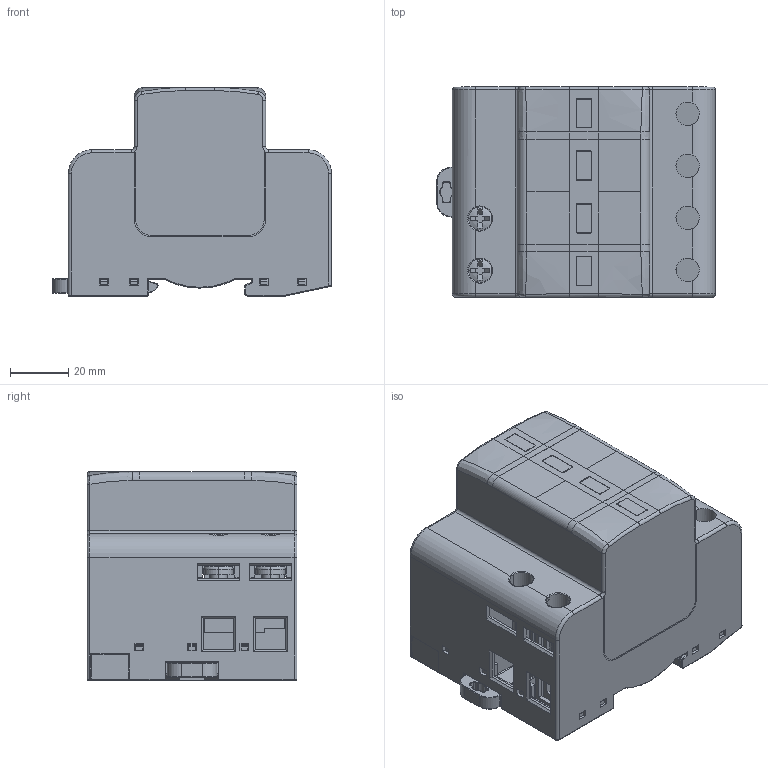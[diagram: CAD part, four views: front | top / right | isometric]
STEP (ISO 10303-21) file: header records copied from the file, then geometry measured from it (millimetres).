
FILE_DESCRIPTION((''),'2;1');
FILE_NAME('560027_PROBLOC_B_50_4P0_275__ASM','2018-08-28T09:06:47',('teo.ivanusa'),('Audax d.o.o.'),'CREO PARAMETRIC BY PTC INC, 2017260','CREO PARAMETRIC BY PTC INC, 2017260','');
FILE_SCHEMA(('AP242_MANAGED_MODEL_BASED_3D_ENGINEERING_MIM_LF { 1 0 10303 442 1 1 4 }'));
Products named in the file (12): LECKA_BUHTEL_; RC_ZENSKA_WM_; RC_WM_SESTAV__ASM; 560000003_PRBLB_PODN_4TE_4P0_; 560000011_PRBLB_POKR_4TE_RC_; 560000010_PRBLB_POKR_4TE_; 521000502_VIJAK_M6X12_; ZASKOCKA_PLASTICNA_V11_; VZMET_VSKOCKE_; MIKRO-STIKALO_TACKA_SESTAV___ASM; SES_TIV_4TE_VER__ASM; 560027_PROBLOC_B_50_4P0_275__ASM
Assembly tree (15 placements, depth 3):
  560027_PROBLOC_B_50_4P0_275__ASM
    LECKA_BUHTEL_  x4
    RC_WM_SESTAV__ASM
      RC_ZENSKA_WM_
    560000003_PRBLB_PODN_4TE_4P0_
    560000011_PRBLB_POKR_4TE_RC_
    560000010_PRBLB_POKR_4TE_
    521000502_VIJAK_M6X12_  x2
    ZASKOCKA_PLASTICNA_V11_
    VZMET_VSKOCKE_
    SES_TIV_4TE_VER__ASM
      MIKRO-STIKALO_TACKA_SESTAV___ASM
Bounding box: 95.4 x 71.8 x 71.39 mm (x, y, z)
Volume: 136012.2 mm3; surface area: 177404.9 mm2
Topology: 12 solids, 12 shells, 4293 faces, 11360 edges, 7218 vertices
Faces by surface type: plane 2154, cylinder 1268, torus 278, bspline 240, sphere 239, cone 70, extrusion 44
Entity records: 188537 total; most frequent: CARTESIAN_POINT 51231, ORIENTED_EDGE 21604, DIRECTION 20889, PRESENTATION_STYLE_ASSIGNMENT 11067, STYLED_ITEM 11013, CURVE_STYLE 10985, EDGE_CURVE 10802, VECTOR 7171
